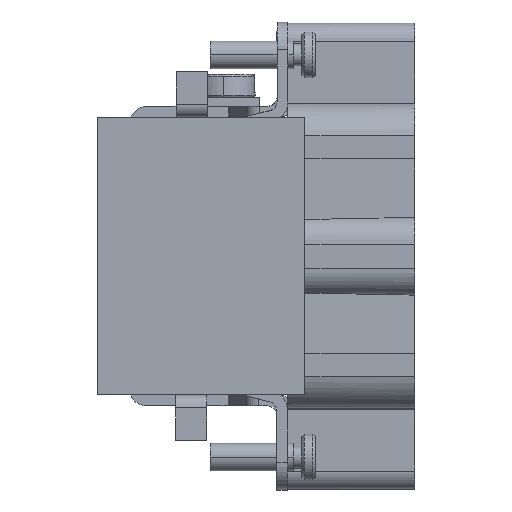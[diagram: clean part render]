
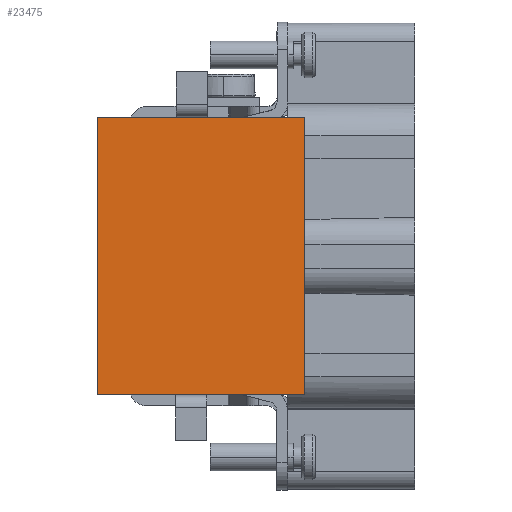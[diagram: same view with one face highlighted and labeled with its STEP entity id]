
A CAD part, left-side view. The second image highlights one B-rep face of the part: STEP entity #23475.
In plain terms, the highlighted planar face has unit normal (-1, 0, 0).
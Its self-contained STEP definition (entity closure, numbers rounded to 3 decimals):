
#5328=DIRECTION('',(0.,0.,1.));
#5329=VECTOR('',#5328,30.368);
#5330=CARTESIAN_POINT('',(-17.,22.7,-15.171));
#5331=LINE('',#5330,#5329);
#6316=DIRECTION('',(0.,-1.,0.));
#6317=VECTOR('',#6316,22.7);
#6318=CARTESIAN_POINT('',(-17.,22.7,15.196));
#6319=LINE('',#6318,#6317);
#6320=DIRECTION('',(0.,0.,-1.));
#6321=VECTOR('',#6320,30.368);
#6322=CARTESIAN_POINT('',(-17.,0.,15.196));
#6323=LINE('',#6322,#6321);
#6324=DIRECTION('',(0.,1.,0.));
#6325=VECTOR('',#6324,22.7);
#6326=CARTESIAN_POINT('',(-17.,0.,-15.171));
#6327=LINE('',#6326,#6325);
#14491=CARTESIAN_POINT('',(-17.,22.7,-15.171));
#14493=VERTEX_POINT('',#14491);
#14494=CARTESIAN_POINT('',(-17.,22.7,15.196));
#14495=VERTEX_POINT('',#14494);
#14858=CARTESIAN_POINT('',(-17.,0.,-15.171));
#14860=VERTEX_POINT('',#14858);
#14863=CARTESIAN_POINT('',(-17.,0.,15.196));
#14865=VERTEX_POINT('',#14863);
#23464=CARTESIAN_POINT('',(-17.,0.,-14.9));
#23465=DIRECTION('',(-1.,0.,0.));
#23466=DIRECTION('',(0.,0.,1.));
#23467=AXIS2_PLACEMENT_3D('',#23464,#23465,#23466);
#23468=PLANE('',#23467);
#23469=ORIENTED_EDGE('',*,*,#18402,.T.);
#23470=ORIENTED_EDGE('',*,*,#21991,.T.);
#23471=ORIENTED_EDGE('',*,*,#16562,.T.);
#23472=ORIENTED_EDGE('',*,*,#22922,.T.);
#23473=EDGE_LOOP('',(#23469,#23470,#23471,#23472));
#23474=FACE_OUTER_BOUND('',#23473,.F.);
#23475=ADVANCED_FACE('',(#23474),#23468,.T.);
#16562=EDGE_CURVE('',#14860,#14493,#6327,.T.);
#18402=EDGE_CURVE('',#14495,#14865,#6319,.T.);
#21991=EDGE_CURVE('',#14865,#14860,#6323,.T.);
#22922=EDGE_CURVE('',#14493,#14495,#5331,.T.);
